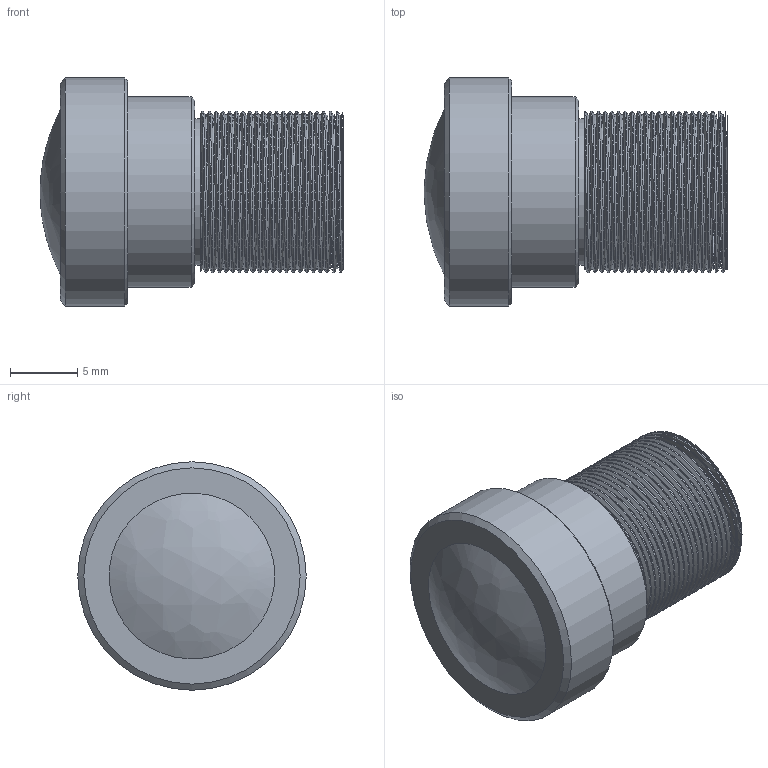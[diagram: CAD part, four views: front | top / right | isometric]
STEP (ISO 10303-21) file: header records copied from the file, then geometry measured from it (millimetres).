
FILE_DESCRIPTION (( 'STEP AP203' ), '1' );
FILE_NAME ('600108.STEP', '2024-11-18T09:33:28', ( 'Windows User' ), ( 'P R C' ), 'SwSTEP 2.0', 'SolidWorks 2020', '' );
FILE_SCHEMA (( 'CONFIG_CONTROL_DESIGN' ));
Length unit declared in the file: millimetre
Products named in the file (1): 600108
Bounding box: 22.6 x 17 x 17 mm (x, y, z)
Surface area: 1596.3 mm2 (no closed solid volume)
Topology: 0 solids, 2 shells, 35 faces, 159 edges, 130 vertices
Faces by surface type: bspline 21, cone 5, plane 5, cylinder 4
Full cylindrical faces by diameter (mm): 10.869 x1, 14.2 x1, 17 x1
Entity records: 8453 total; most frequent: CARTESIAN_POINT 7422, ORIENTED_EDGE 290, EDGE_CURVE 146, VERTEX_POINT 126, B_SPLINE_CURVE_WITH_KNOTS 126, DIRECTION 59, EDGE_LOOP 43, FACE_OUTER_BOUND 35
